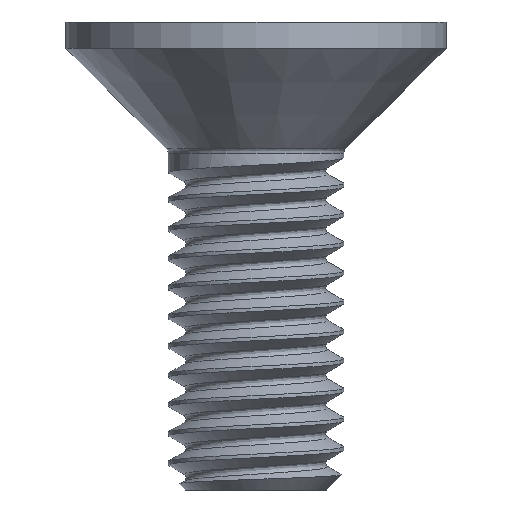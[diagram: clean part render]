
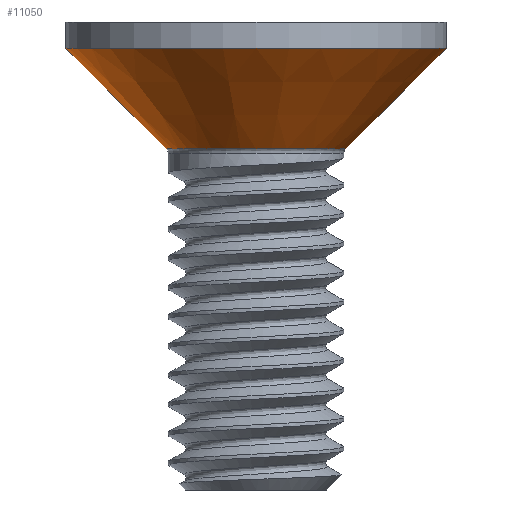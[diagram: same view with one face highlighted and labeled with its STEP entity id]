
A CAD part, front view. The second image highlights one B-rep face of the part: STEP entity #11050.
In plain terms, the highlighted conical face has half-angle 45 degrees and reference radius 1.529 mm.
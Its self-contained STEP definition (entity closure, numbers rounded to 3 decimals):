
#10430 = SURFACE_OF_REVOLUTION('',#10431,#10436);
#10431 = CIRCLE('',#10432,0.1);
#10432 = AXIS2_PLACEMENT_3D('',#10433,#10434,#10435);
#10433 = CARTESIAN_POINT('',(1.6,0.,-2.241));
#10434 = DIRECTION('',(0.,1.,0.));
#10435 = DIRECTION('',(-1.,0.,0.));
#10436 = AXIS1_PLACEMENT('',#10437,#10438);
#10437 = CARTESIAN_POINT('',(0.,0.,0.));
#10438 = DIRECTION('',(0.,0.,1.));
#11000 = VERTEX_POINT('',#11001);
#11001 = CARTESIAN_POINT('',(1.529,0.,-2.171));
#11023 = EDGE_CURVE('',#11000,#11000,#11024,.T.);
#11024 = SURFACE_CURVE('',#11025,(#11030,#11037),.PCURVE_S1.);
#11025 = CIRCLE('',#11026,1.529);
#11026 = AXIS2_PLACEMENT_3D('',#11027,#11028,#11029);
#11027 = CARTESIAN_POINT('',(0.,0.,-2.171));
#11028 = DIRECTION('',(0.,0.,1.));
#11029 = DIRECTION('',(1.,0.,-0.));
#11030 = PCURVE('',#10430,#11031);
#11031 = DEFINITIONAL_REPRESENTATION('',(#11032),#11036);
#11032 = LINE('',#11033,#11034);
#11033 = CARTESIAN_POINT('',(0.,0.785));
#11034 = VECTOR('',#11035,1.);
#11035 = DIRECTION('',(1.,0.));
#11036 = ( GEOMETRIC_REPRESENTATION_CONTEXT(2) 
PARAMETRIC_REPRESENTATION_CONTEXT() REPRESENTATION_CONTEXT('2D SPACE',''
  ) );
#11037 = PCURVE('',#11038,#11043);
#11038 = CONICAL_SURFACE('',#11039,1.529,0.785);
#11039 = AXIS2_PLACEMENT_3D('',#11040,#11041,#11042);
#11040 = CARTESIAN_POINT('',(0.,0.,-2.171));
#11041 = DIRECTION('',(0.,0.,1.));
#11042 = DIRECTION('',(1.,0.,-0.));
#11043 = DEFINITIONAL_REPRESENTATION('',(#11044),#11048);
#11044 = LINE('',#11045,#11046);
#11045 = CARTESIAN_POINT('',(0.,0.));
#11046 = VECTOR('',#11047,1.);
#11047 = DIRECTION('',(1.,0.));
#11048 = ( GEOMETRIC_REPRESENTATION_CONTEXT(2) 
PARAMETRIC_REPRESENTATION_CONTEXT() REPRESENTATION_CONTEXT('2D SPACE',''
  ) );
#11050 = ADVANCED_FACE('',(#11051),#11038,.T.);
#11051 = FACE_BOUND('',#11052,.T.);
#11052 = EDGE_LOOP('',(#11053,#11054,#11077,#11104));
#11053 = ORIENTED_EDGE('',*,*,#11023,.T.);
#11054 = ORIENTED_EDGE('',*,*,#11055,.T.);
#11055 = EDGE_CURVE('',#11000,#11056,#11058,.T.);
#11056 = VERTEX_POINT('',#11057);
#11057 = CARTESIAN_POINT('',(3.25,0.,-0.45));
#11058 = SEAM_CURVE('',#11059,(#11063,#11070),.PCURVE_S1.);
#11059 = LINE('',#11060,#11061);
#11060 = CARTESIAN_POINT('',(1.529,0.,-2.171));
#11061 = VECTOR('',#11062,1.);
#11062 = DIRECTION('',(0.707,0.,0.707));
#11063 = PCURVE('',#11038,#11064);
#11064 = DEFINITIONAL_REPRESENTATION('',(#11065),#11069);
#11065 = LINE('',#11066,#11067);
#11066 = CARTESIAN_POINT('',(0.,0.));
#11067 = VECTOR('',#11068,1.);
#11068 = DIRECTION('',(0.,1.));
#11069 = ( GEOMETRIC_REPRESENTATION_CONTEXT(2) 
PARAMETRIC_REPRESENTATION_CONTEXT() REPRESENTATION_CONTEXT('2D SPACE',''
  ) );
#11070 = PCURVE('',#11038,#11071);
#11071 = DEFINITIONAL_REPRESENTATION('',(#11072),#11076);
#11072 = LINE('',#11073,#11074);
#11073 = CARTESIAN_POINT('',(6.283,0.));
#11074 = VECTOR('',#11075,1.);
#11075 = DIRECTION('',(0.,1.));
#11076 = ( GEOMETRIC_REPRESENTATION_CONTEXT(2) 
PARAMETRIC_REPRESENTATION_CONTEXT() REPRESENTATION_CONTEXT('2D SPACE',''
  ) );
#11077 = ORIENTED_EDGE('',*,*,#11078,.F.);
#11078 = EDGE_CURVE('',#11056,#11056,#11079,.T.);
#11079 = SURFACE_CURVE('',#11080,(#11085,#11092),.PCURVE_S1.);
#11080 = CIRCLE('',#11081,3.25);
#11081 = AXIS2_PLACEMENT_3D('',#11082,#11083,#11084);
#11082 = CARTESIAN_POINT('',(0.,0.,-0.45));
#11083 = DIRECTION('',(0.,0.,1.));
#11084 = DIRECTION('',(1.,0.,-0.));
#11085 = PCURVE('',#11038,#11086);
#11086 = DEFINITIONAL_REPRESENTATION('',(#11087),#11091);
#11087 = LINE('',#11088,#11089);
#11088 = CARTESIAN_POINT('',(0.,1.721));
#11089 = VECTOR('',#11090,1.);
#11090 = DIRECTION('',(1.,0.));
#11091 = ( GEOMETRIC_REPRESENTATION_CONTEXT(2) 
PARAMETRIC_REPRESENTATION_CONTEXT() REPRESENTATION_CONTEXT('2D SPACE',''
  ) );
#11092 = PCURVE('',#11093,#11098);
#11093 = CYLINDRICAL_SURFACE('',#11094,3.25);
#11094 = AXIS2_PLACEMENT_3D('',#11095,#11096,#11097);
#11095 = CARTESIAN_POINT('',(0.,0.,-0.45));
#11096 = DIRECTION('',(0.,0.,1.));
#11097 = DIRECTION('',(1.,0.,-0.));
#11098 = DEFINITIONAL_REPRESENTATION('',(#11099),#11103);
#11099 = LINE('',#11100,#11101);
#11100 = CARTESIAN_POINT('',(0.,0.));
#11101 = VECTOR('',#11102,1.);
#11102 = DIRECTION('',(1.,0.));
#11103 = ( GEOMETRIC_REPRESENTATION_CONTEXT(2) 
PARAMETRIC_REPRESENTATION_CONTEXT() REPRESENTATION_CONTEXT('2D SPACE',''
  ) );
#11104 = ORIENTED_EDGE('',*,*,#11055,.F.);
